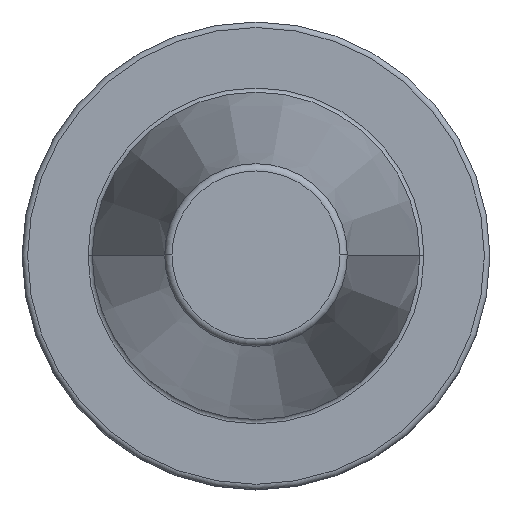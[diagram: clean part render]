
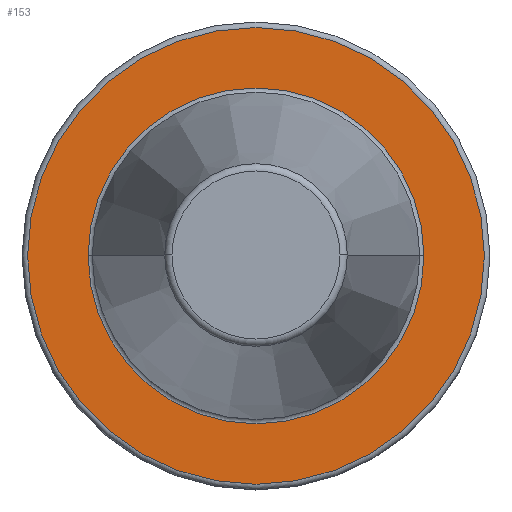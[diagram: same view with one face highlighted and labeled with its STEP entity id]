
A CAD part, top view. The second image highlights one B-rep face of the part: STEP entity #153.
In plain terms, the highlighted planar face has unit normal (0, 0, 1).
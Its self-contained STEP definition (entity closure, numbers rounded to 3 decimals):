
#153=ADVANCED_FACE('',(#202,#203),#195,.T.);
#195=PLANE('',#637);
#202=FACE_BOUND('',#212,.T.);
#203=FACE_BOUND('',#213,.T.);
#212=EDGE_LOOP('',(#259));
#213=EDGE_LOOP('',(#260,#261));
#259=ORIENTED_EDGE('',*,*,#464,.T.);
#260=ORIENTED_EDGE('',*,*,#465,.F.);
#261=ORIENTED_EDGE('',*,*,#466,.F.);
#419=VERTEX_POINT('',#970);
#420=VERTEX_POINT('',#972);
#421=VERTEX_POINT('',#973);
#464=EDGE_CURVE('',#419,#419,#544,.T.);
#465=EDGE_CURVE('',#420,#421,#545,.T.);
#466=EDGE_CURVE('',#421,#420,#546,.T.);
#544=CIRCLE('',#634,31.);
#545=CIRCLE('',#635,22.79);
#546=CIRCLE('',#636,22.79);
#634=AXIS2_PLACEMENT_3D('',#969,#741,#742);
#635=AXIS2_PLACEMENT_3D('',#971,#743,#744);
#636=AXIS2_PLACEMENT_3D('',#974,#745,#746);
#637=AXIS2_PLACEMENT_3D('',#975,#747,#748);
#741=DIRECTION('',(0.,0.,1.));
#742=DIRECTION('',(1.,0.,0.));
#743=DIRECTION('',(0.,0.,1.));
#744=DIRECTION('',(1.,0.,0.));
#745=DIRECTION('',(0.,0.,1.));
#746=DIRECTION('',(1.,0.,0.));
#747=DIRECTION('',(0.,0.,1.));
#748=DIRECTION('',(-1.,0.,0.));
#969=CARTESIAN_POINT('',(0.,0.,-3.2));
#970=CARTESIAN_POINT('',(31.,0.,-3.2));
#971=CARTESIAN_POINT('',(0.,0.,-3.2));
#972=CARTESIAN_POINT('',(22.79,0.,-3.2));
#973=CARTESIAN_POINT('',(-22.79,0.,-3.2));
#974=CARTESIAN_POINT('',(0.,0.,-3.2));
#975=CARTESIAN_POINT('',(0.,22.79,-3.2));
